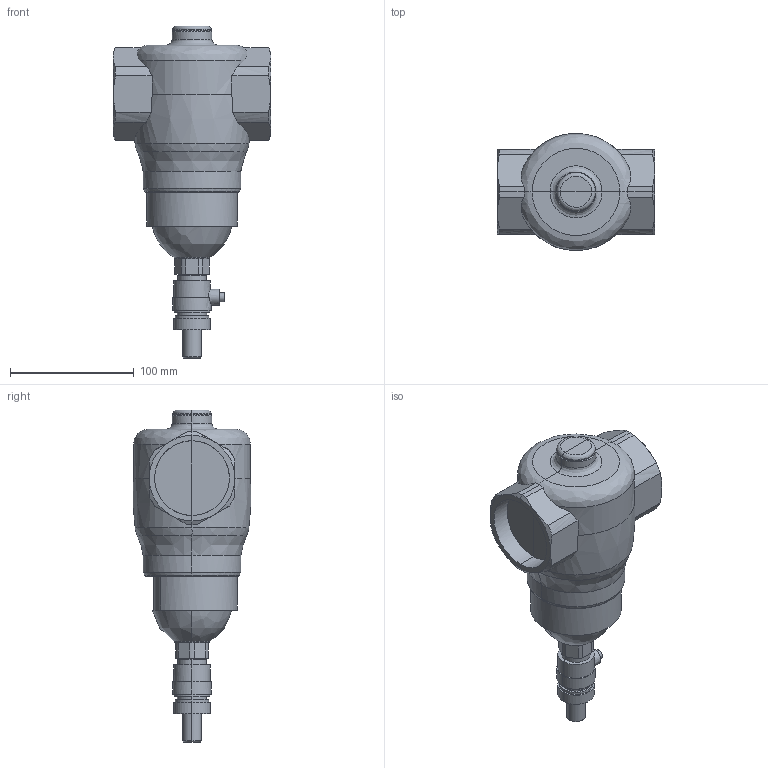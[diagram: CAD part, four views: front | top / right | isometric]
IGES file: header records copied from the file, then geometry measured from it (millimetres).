
Global section: file name: 546309 (IGS); native system: Autodesk Inventor 2017; preprocessor: unknown; author: ufftec; date: 20181015.142009; units: millimetre
Bounding box: 127 x 95.14 x 268 mm (x, y, z)
Volume: 1058611.3 mm3; surface area: 90169 mm2
Topology: 4 solids, 4 shells, 171 faces, 392 edges, 229 vertices
Faces by surface type: bspline 171
